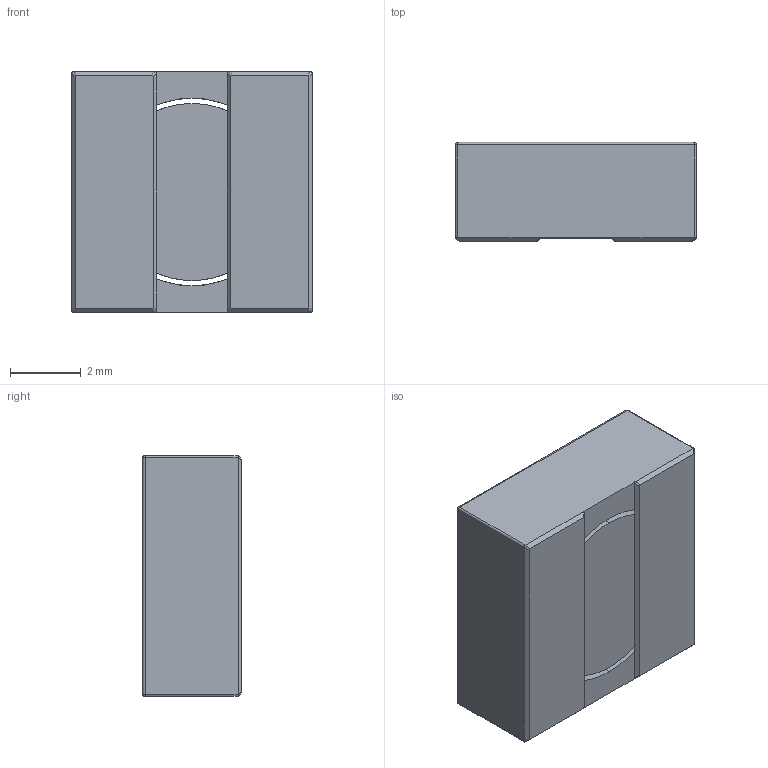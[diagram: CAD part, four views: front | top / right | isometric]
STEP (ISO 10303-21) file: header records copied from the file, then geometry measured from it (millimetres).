
FILE_DESCRIPTION (( 'STEP AP214' ), '1' );
FILE_NAME ('Bourns SRR6028.STEP', '2017-01-10T07:29:51', ( '' ), ( '' ), 'SwSTEP 2.0', 'SolidWorks 2016', '' );
FILE_SCHEMA (( 'AUTOMOTIVE_DESIGN' ));
Length unit declared in the file: millimetre
Products named in the file (1): Bourns SRR6028
Bounding box: 6.8 x 2.8 x 6.8 mm (x, y, z)
Volume: 120.5 mm3; surface area: 255.3 mm2
Topology: 1 solids, 1 shells, 56 faces, 151 edges, 90 vertices
Faces by surface type: plane 25, cylinder 24, bspline 4, cone 3
Entity records: 1987 total; most frequent: CARTESIAN_POINT 470, ORIENTED_EDGE 294, DIRECTION 249, EDGE_CURVE 147, VERTEX_POINT 90, AXIS2_PLACEMENT_3D 85, VECTOR 79, LINE 79
